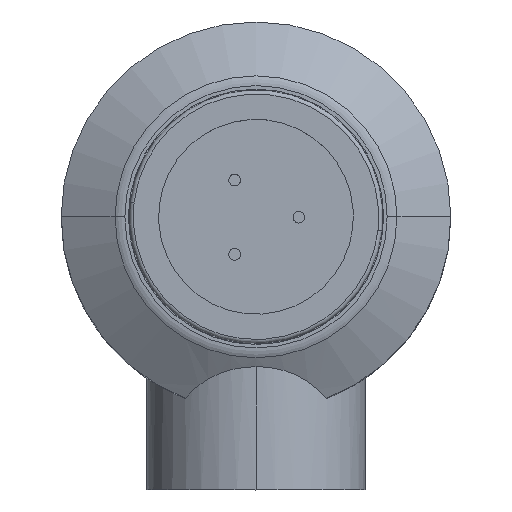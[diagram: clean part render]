
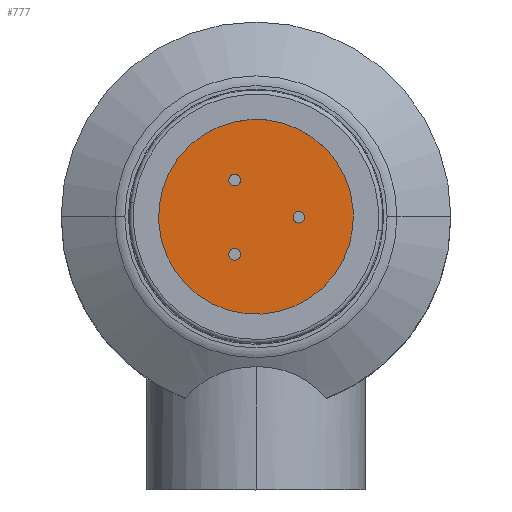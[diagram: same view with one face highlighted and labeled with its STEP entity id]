
A CAD part, top view. The second image highlights one B-rep face of the part: STEP entity #777.
In plain terms, the highlighted planar face has unit normal (0, 0, 1).
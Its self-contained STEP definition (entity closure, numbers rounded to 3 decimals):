
#64 = ORIENTED_EDGE ( 'NONE', *, *, #1181, .F. ) ;
#72 = FACE_BOUND ( 'NONE', #494, .T. ) ;
#220 = AXIS2_PLACEMENT_3D ( 'NONE', #2065, #302, #1321 ) ;
#302 = DIRECTION ( 'NONE',  ( 0., 0., 1. ) ) ;
#422 = EDGE_LOOP ( 'NONE', ( #2840, #2342 ) ) ;
#474 = CARTESIAN_POINT ( 'NONE',  ( 12.5, 0., -26. ) ) ;
#494 = EDGE_LOOP ( 'NONE', ( #1828, #626 ) ) ;
#600 = CARTESIAN_POINT ( 'NONE',  ( -5.5, 9.526, -26. ) ) ;
#626 = ORIENTED_EDGE ( 'NONE', *, *, #2095, .F. ) ;
#652 = AXIS2_PLACEMENT_3D ( 'NONE', #600, #3111, #1421 ) ;
#708 = AXIS2_PLACEMENT_3D ( 'NONE', #2561, #2864, #1600 ) ;
#713 = CARTESIAN_POINT ( 'NONE',  ( -38.34, 0., -26. ) ) ;
#741 = EDGE_CURVE ( 'NONE', #1845, #2857, #2622, .T. ) ;
#762 = CIRCLE ( 'NONE', #220, 1.5 ) ;
#763 = CARTESIAN_POINT ( 'NONE',  ( 11., 0., -26. ) ) ;
#772 = ORIENTED_EDGE ( 'NONE', *, *, #741, .T. ) ;
#777 = ADVANCED_FACE ( 'NONE', ( #2849, #1548, #72, #2628 ), #3064, .F. ) ;
#780 = DIRECTION ( 'NONE',  ( 1., 0., 0. ) ) ;
#842 = EDGE_CURVE ( 'NONE', #1049, #2017, #2466, .T. ) ;
#859 = CARTESIAN_POINT ( 'NONE',  ( -6.25, -10.825, -26. ) ) ;
#955 = DIRECTION ( 'NONE',  ( 1., 0., 0. ) ) ;
#970 = DIRECTION ( 'NONE',  ( 0., 0., 1. ) ) ;
#1026 = VERTEX_POINT ( 'NONE', #474 ) ;
#1033 = CARTESIAN_POINT ( 'NONE',  ( -5.5, -9.526, -26. ) ) ;
#1049 = VERTEX_POINT ( 'NONE', #1305 ) ;
#1181 = EDGE_CURVE ( 'NONE', #2017, #1049, #762, .T. ) ;
#1218 = EDGE_CURVE ( 'NONE', #3100, #2407, #1455, .T. ) ;
#1263 = CIRCLE ( 'NONE', #1696, 1.5 ) ;
#1305 = CARTESIAN_POINT ( 'NONE',  ( -6.25, 10.825, -26. ) ) ;
#1321 = DIRECTION ( 'NONE',  ( 0.5, -0.866, 0. ) ) ;
#1384 = CIRCLE ( 'NONE', #1438, 1.5 ) ;
#1389 = EDGE_CURVE ( 'NONE', #2407, #3100, #2995, .T. ) ;
#1421 = DIRECTION ( 'NONE',  ( 0.5, -0.866, 0. ) ) ;
#1438 = AXIS2_PLACEMENT_3D ( 'NONE', #763, #3286, #1580 ) ;
#1455 = CIRCLE ( 'NONE', #1832, 1.5 ) ;
#1524 = CARTESIAN_POINT ( 'NONE',  ( -4.75, 8.227, -26. ) ) ;
#1548 = FACE_BOUND ( 'NONE', #1962, .T. ) ;
#1558 = ORIENTED_EDGE ( 'NONE', *, *, #1848, .T. ) ;
#1580 = DIRECTION ( 'NONE',  ( -1., 0., 0. ) ) ;
#1600 = DIRECTION ( 'NONE',  ( 1., 0., 0. ) ) ;
#1696 = AXIS2_PLACEMENT_3D ( 'NONE', #2158, #1870, #3161 ) ;
#1809 = CARTESIAN_POINT ( 'NONE',  ( 9.5, 0., -26. ) ) ;
#1818 = CARTESIAN_POINT ( 'NONE',  ( 0., 0., -26. ) ) ;
#1828 = ORIENTED_EDGE ( 'NONE', *, *, #2757, .F. ) ;
#1832 = AXIS2_PLACEMENT_3D ( 'NONE', #2675, #2149, #3153 ) ;
#1845 = VERTEX_POINT ( 'NONE', #713 ) ;
#1848 = EDGE_CURVE ( 'NONE', #2857, #1845, #3243, .T. ) ;
#1870 = DIRECTION ( 'NONE',  ( 0., 0., 1. ) ) ;
#1962 = EDGE_LOOP ( 'NONE', ( #64, #2736 ) ) ;
#2017 = VERTEX_POINT ( 'NONE', #1524 ) ;
#2065 = CARTESIAN_POINT ( 'NONE',  ( -5.5, 9.526, -26. ) ) ;
#2095 = EDGE_CURVE ( 'NONE', #1026, #2293, #1384, .T. ) ;
#2149 = DIRECTION ( 'NONE',  ( 0., 0., 1. ) ) ;
#2158 = CARTESIAN_POINT ( 'NONE',  ( 11., 0., -26. ) ) ;
#2192 = CARTESIAN_POINT ( 'NONE',  ( -4.75, -8.227, -26. ) ) ;
#2198 = EDGE_LOOP ( 'NONE', ( #772, #1558 ) ) ;
#2206 = CARTESIAN_POINT ( 'NONE',  ( 38.34, 0., -26. ) ) ;
#2293 = VERTEX_POINT ( 'NONE', #1809 ) ;
#2342 = ORIENTED_EDGE ( 'NONE', *, *, #1218, .F. ) ;
#2365 = AXIS2_PLACEMENT_3D ( 'NONE', #1818, #2594, #780 ) ;
#2407 = VERTEX_POINT ( 'NONE', #2192 ) ;
#2466 = CIRCLE ( 'NONE', #652, 1.5 ) ;
#2561 = CARTESIAN_POINT ( 'NONE',  ( 0., 0., -26. ) ) ;
#2594 = DIRECTION ( 'NONE',  ( 0., 0., -1. ) ) ;
#2622 = CIRCLE ( 'NONE', #708, 38.34 ) ;
#2623 = AXIS2_PLACEMENT_3D ( 'NONE', #1033, #970, #2799 ) ;
#2628 = FACE_OUTER_BOUND ( 'NONE', #2198, .T. ) ;
#2675 = CARTESIAN_POINT ( 'NONE',  ( -5.5, -9.526, -26. ) ) ;
#2710 = CARTESIAN_POINT ( 'NONE',  ( 0., 0., -26. ) ) ;
#2736 = ORIENTED_EDGE ( 'NONE', *, *, #842, .F. ) ;
#2757 = EDGE_CURVE ( 'NONE', #2293, #1026, #1263, .T. ) ;
#2799 = DIRECTION ( 'NONE',  ( 0.5, 0.866, 0. ) ) ;
#2840 = ORIENTED_EDGE ( 'NONE', *, *, #1389, .F. ) ;
#2849 = FACE_BOUND ( 'NONE', #422, .T. ) ;
#2857 = VERTEX_POINT ( 'NONE', #2206 ) ;
#2864 = DIRECTION ( 'NONE',  ( 0., 0., 1. ) ) ;
#2995 = CIRCLE ( 'NONE', #2623, 1.5 ) ;
#3010 = DIRECTION ( 'NONE',  ( 0., 0., 1. ) ) ;
#3037 = AXIS2_PLACEMENT_3D ( 'NONE', #2710, #3010, #955 ) ;
#3064 = PLANE ( 'NONE',  #2365 ) ;
#3100 = VERTEX_POINT ( 'NONE', #859 ) ;
#3111 = DIRECTION ( 'NONE',  ( 0., 0., 1. ) ) ;
#3153 = DIRECTION ( 'NONE',  ( 0.5, 0.866, 0. ) ) ;
#3161 = DIRECTION ( 'NONE',  ( -1., 0., 0. ) ) ;
#3243 = CIRCLE ( 'NONE', #3037, 38.34 ) ;
#3286 = DIRECTION ( 'NONE',  ( 0., 0., 1. ) ) ;
